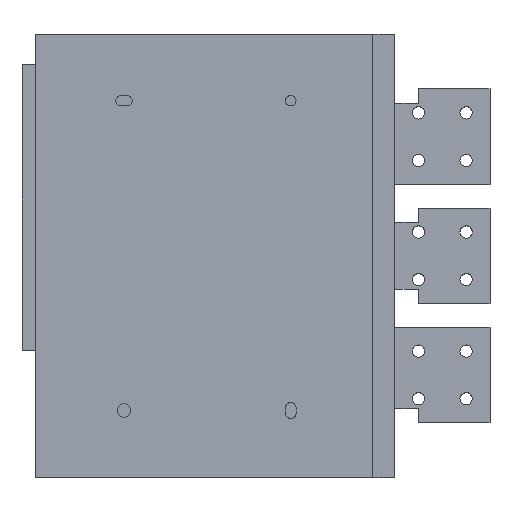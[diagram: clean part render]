
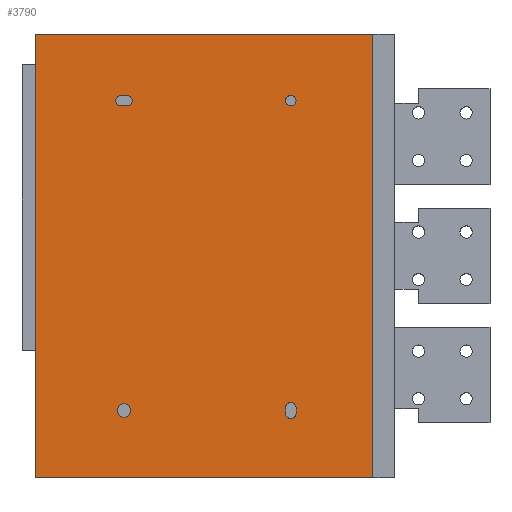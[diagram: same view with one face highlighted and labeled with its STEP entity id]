
A CAD part, top view. The second image highlights one B-rep face of the part: STEP entity #3790.
In plain terms, the highlighted planar face has unit normal (0, 0, 1).
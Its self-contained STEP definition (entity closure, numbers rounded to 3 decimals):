
#197=DIRECTION('',(0.,1.,0.));
#198=VECTOR('',#197,465.);
#199=CARTESIAN_POINT('',(202.5,-15.,112.575));
#200=LINE('',#199,#198);
#209=DIRECTION('',(1.,0.,0.));
#210=VECTOR('',#209,354.);
#211=CARTESIAN_POINT('',(-151.5,450.,112.575));
#212=LINE('',#211,#210);
#213=DIRECTION('',(-1.,0.,0.));
#214=VECTOR('',#213,354.);
#215=CARTESIAN_POINT('',(202.5,-15.,112.575));
#216=LINE('',#215,#214);
#217=CARTESIAN_POINT('',(-58.5,55.,112.575));
#218=DIRECTION('',(0.,0.,1.));
#219=DIRECTION('',(1.,0.,0.));
#220=AXIS2_PLACEMENT_3D('',#217,#218,#219);
#222=CARTESIAN_POINT('',(-58.5,55.,112.575));
#223=DIRECTION('',(0.,0.,1.));
#224=DIRECTION('',(-1.,0.,0.));
#225=AXIS2_PLACEMENT_3D('',#222,#223,#224);
#227=CARTESIAN_POINT('',(116.5,380.,112.575));
#228=DIRECTION('',(0.,0.,1.));
#229=DIRECTION('',(1.,0.,0.));
#230=AXIS2_PLACEMENT_3D('',#227,#228,#229);
#232=CARTESIAN_POINT('',(116.5,380.,112.575));
#233=DIRECTION('',(0.,0.,1.));
#234=DIRECTION('',(-1.,0.,0.));
#235=AXIS2_PLACEMENT_3D('',#232,#233,#234);
#237=CARTESIAN_POINT('',(116.5,58.,112.575));
#238=DIRECTION('',(0.,0.,1.));
#239=DIRECTION('',(1.,0.,0.));
#240=AXIS2_PLACEMENT_3D('',#237,#238,#239);
#242=DIRECTION('',(0.,-1.,0.));
#243=VECTOR('',#242,6.);
#244=CARTESIAN_POINT('',(111.,58.,112.575));
#245=LINE('',#244,#243);
#246=CARTESIAN_POINT('',(116.5,52.,112.575));
#247=DIRECTION('',(0.,0.,1.));
#248=DIRECTION('',(-1.,0.,0.));
#249=AXIS2_PLACEMENT_3D('',#246,#247,#248);
#251=DIRECTION('',(0.,1.,0.));
#252=VECTOR('',#251,6.);
#253=CARTESIAN_POINT('',(122.,52.,112.575));
#254=LINE('',#253,#252);
#255=CARTESIAN_POINT('',(-55.5,380.,112.575));
#256=DIRECTION('',(0.,0.,1.));
#257=DIRECTION('',(0.,-1.,0.));
#258=AXIS2_PLACEMENT_3D('',#255,#256,#257);
#260=DIRECTION('',(-1.,0.,0.));
#261=VECTOR('',#260,6.);
#262=CARTESIAN_POINT('',(-55.5,385.5,112.575));
#263=LINE('',#262,#261);
#264=CARTESIAN_POINT('',(-61.5,380.,112.575));
#265=DIRECTION('',(0.,0.,1.));
#266=DIRECTION('',(0.,1.,0.));
#267=AXIS2_PLACEMENT_3D('',#264,#265,#266);
#269=DIRECTION('',(1.,0.,0.));
#270=VECTOR('',#269,6.);
#271=CARTESIAN_POINT('',(-61.5,374.5,112.575));
#272=LINE('',#271,#270);
#289=DIRECTION('',(0.,-1.,0.));
#290=VECTOR('',#289,465.);
#291=CARTESIAN_POINT('',(-151.5,450.,112.575));
#292=LINE('',#291,#290);
#2917=CARTESIAN_POINT('',(202.5,-15.,112.575));
#2918=CARTESIAN_POINT('',(202.5,450.,112.575));
#2919=VERTEX_POINT('',#2917);
#2920=VERTEX_POINT('',#2918);
#2921=CARTESIAN_POINT('',(-151.5,450.,112.575));
#2922=VERTEX_POINT('',#2921);
#2923=CARTESIAN_POINT('',(-151.5,-15.,112.575));
#2924=VERTEX_POINT('',#2923);
#3521=CARTESIAN_POINT('',(-51.5,55.,112.575));
#3522=CARTESIAN_POINT('',(-65.5,55.,112.575));
#3523=VERTEX_POINT('',#3521);
#3524=VERTEX_POINT('',#3522);
#3525=CARTESIAN_POINT('',(122.,380.,112.575));
#3526=CARTESIAN_POINT('',(111.,380.,112.575));
#3527=VERTEX_POINT('',#3525);
#3528=VERTEX_POINT('',#3526);
#3529=CARTESIAN_POINT('',(122.,58.,112.575));
#3530=CARTESIAN_POINT('',(111.,58.,112.575));
#3531=VERTEX_POINT('',#3529);
#3532=VERTEX_POINT('',#3530);
#3533=CARTESIAN_POINT('',(111.,52.,112.575));
#3534=VERTEX_POINT('',#3533);
#3535=CARTESIAN_POINT('',(122.,52.,112.575));
#3536=VERTEX_POINT('',#3535);
#3537=CARTESIAN_POINT('',(-55.5,374.5,112.575));
#3538=CARTESIAN_POINT('',(-55.5,385.5,112.575));
#3539=VERTEX_POINT('',#3537);
#3540=VERTEX_POINT('',#3538);
#3541=CARTESIAN_POINT('',(-61.5,385.5,112.575));
#3542=VERTEX_POINT('',#3541);
#3543=CARTESIAN_POINT('',(-61.5,374.5,112.575));
#3544=VERTEX_POINT('',#3543);
#3744=CARTESIAN_POINT('',(-155.5,0.,112.575));
#3745=DIRECTION('',(0.,0.,1.));
#3746=DIRECTION('',(1.,0.,0.));
#3747=AXIS2_PLACEMENT_3D('',#3744,#3745,#3746);
#3748=PLANE('',#3747);
#3750=ORIENTED_EDGE('',*,*,#3749,.T.);
#3751=ORIENTED_EDGE('',*,*,#3734,.F.);
#3753=ORIENTED_EDGE('',*,*,#3752,.T.);
#3755=ORIENTED_EDGE('',*,*,#3754,.F.);
#3756=EDGE_LOOP('',(#3750,#3751,#3753,#3755));
#3757=FACE_OUTER_BOUND('',#3756,.F.);
#3759=ORIENTED_EDGE('',*,*,#3758,.T.);
#3761=ORIENTED_EDGE('',*,*,#3760,.T.);
#3762=EDGE_LOOP('',(#3759,#3761));
#3763=FACE_BOUND('',#3762,.F.);
#3765=ORIENTED_EDGE('',*,*,#3764,.T.);
#3767=ORIENTED_EDGE('',*,*,#3766,.T.);
#3768=EDGE_LOOP('',(#3765,#3767));
#3769=FACE_BOUND('',#3768,.F.);
#3771=ORIENTED_EDGE('',*,*,#3770,.T.);
#3773=ORIENTED_EDGE('',*,*,#3772,.T.);
#3775=ORIENTED_EDGE('',*,*,#3774,.T.);
#3777=ORIENTED_EDGE('',*,*,#3776,.T.);
#3778=EDGE_LOOP('',(#3771,#3773,#3775,#3777));
#3779=FACE_BOUND('',#3778,.F.);
#3781=ORIENTED_EDGE('',*,*,#3780,.T.);
#3783=ORIENTED_EDGE('',*,*,#3782,.T.);
#3785=ORIENTED_EDGE('',*,*,#3784,.T.);
#3787=ORIENTED_EDGE('',*,*,#3786,.T.);
#3788=EDGE_LOOP('',(#3781,#3783,#3785,#3787));
#3789=FACE_BOUND('',#3788,.F.);
#3790=ADVANCED_FACE('',(#3757,#3763,#3769,#3779,#3789),#3748,.T.);
#221=CIRCLE('',#220,7.);
#226=CIRCLE('',#225,7.);
#231=CIRCLE('',#230,5.5);
#236=CIRCLE('',#235,5.5);
#241=CIRCLE('',#240,5.5);
#250=CIRCLE('',#249,5.5);
#259=CIRCLE('',#258,5.5);
#268=CIRCLE('',#267,5.5);
#3734=EDGE_CURVE('',#2919,#2920,#200,.T.);
#3749=EDGE_CURVE('',#2922,#2920,#212,.T.);
#3752=EDGE_CURVE('',#2919,#2924,#216,.T.);
#3754=EDGE_CURVE('',#2922,#2924,#292,.T.);
#3758=EDGE_CURVE('',#3523,#3524,#221,.T.);
#3760=EDGE_CURVE('',#3524,#3523,#226,.T.);
#3764=EDGE_CURVE('',#3527,#3528,#231,.T.);
#3766=EDGE_CURVE('',#3528,#3527,#236,.T.);
#3770=EDGE_CURVE('',#3531,#3532,#241,.T.);
#3772=EDGE_CURVE('',#3532,#3534,#245,.T.);
#3774=EDGE_CURVE('',#3534,#3536,#250,.T.);
#3776=EDGE_CURVE('',#3536,#3531,#254,.T.);
#3780=EDGE_CURVE('',#3539,#3540,#259,.T.);
#3782=EDGE_CURVE('',#3540,#3542,#263,.T.);
#3784=EDGE_CURVE('',#3542,#3544,#268,.T.);
#3786=EDGE_CURVE('',#3544,#3539,#272,.T.);
